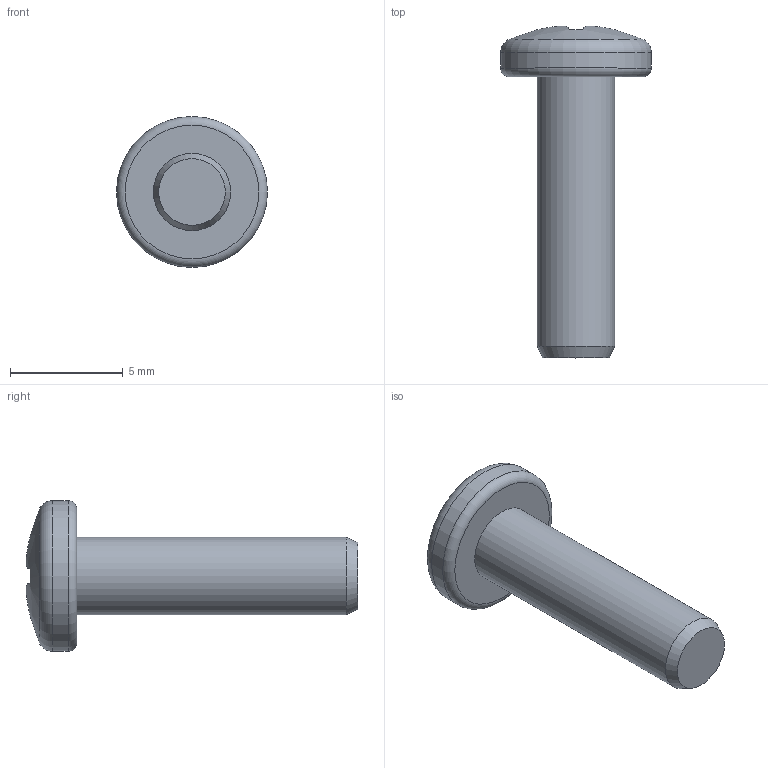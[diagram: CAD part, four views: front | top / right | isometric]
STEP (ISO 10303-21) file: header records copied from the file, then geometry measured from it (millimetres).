
FILE_DESCRIPTION(('FreeCAD Model'),'2;1');
FILE_NAME('Open CASCADE Shape Model','2024-12-17T15:14:48',(''),(''), 'Open CASCADE STEP processor 7.7','FreeCAD','Unknown');
FILE_SCHEMA(('AUTOMOTIVE_DESIGN { 1 0 10303 214 1 1 1 1 }'));
Length unit declared in the file: millimetre
Products named in the file (1): SC527 (screw #6X 1_2'' PN, Plastite)002
Bounding box: 6.68 x 14.69 x 6.68 mm (x, y, z)
Volume: 175.5 mm3; surface area: 238.3 mm2
Topology: 1 solids, 1 shells, 29 faces, 72 edges, 47 vertices
Faces by surface type: plane 19, cone 5, torus 2, cylinder 2, sphere 1
Full cylindrical faces by diameter (mm): 3.429 x1, 6.68 x1
Entity records: 899 total; most frequent: CARTESIAN_POINT 165, DIRECTION 157, ORIENTED_EDGE 144, EDGE_CURVE 72, AXIS2_PLACEMENT_3D 63, VERTEX_POINT 47, CIRCLE 33, FACE_BOUND 31
